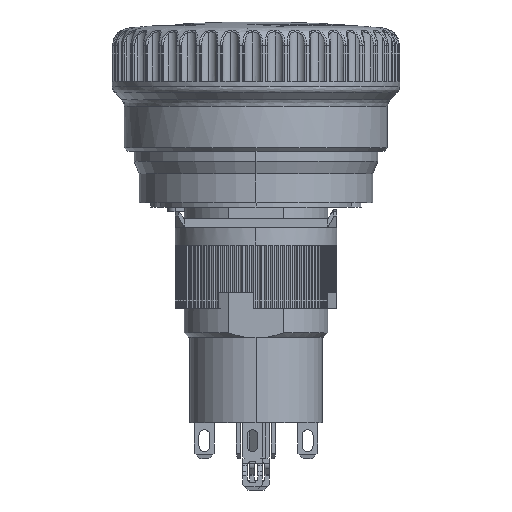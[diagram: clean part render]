
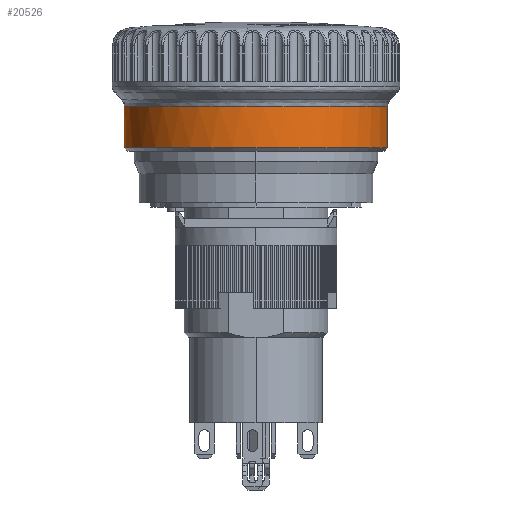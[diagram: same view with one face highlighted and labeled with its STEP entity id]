
A CAD part, left-side view. The second image highlights one B-rep face of the part: STEP entity #20526.
In plain terms, the highlighted cylindrical face has radius 14.65 mm (diameter 29.3 mm), a partial arc.
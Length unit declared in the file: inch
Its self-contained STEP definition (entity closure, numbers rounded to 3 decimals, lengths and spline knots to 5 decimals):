
#1065 = CYLINDRICAL_SURFACE ( 'NONE', #36901, 0.57677 ) ;
#1467 = EDGE_CURVE ( 'NONE', #3773, #22732, #7071, .T. ) ;
#1749 = CARTESIAN_POINT ( 'NONE',  ( -0.06225, 0.5734, 0.44235 ) ) ;
#3625 = CARTESIAN_POINT ( 'NONE',  ( 0., -0.57677, 0.25984 ) ) ;
#3773 = VERTEX_POINT ( 'NONE', #35196 ) ;
#3975 = CIRCLE ( 'NONE', #34366, 0.57677 ) ;
#4696 = DIRECTION ( 'NONE',  ( 0., -1., 0. ) ) ;
#5594 = AXIS2_PLACEMENT_3D ( 'NONE', #28702, #7024, #25652 ) ;
#6794 = ORIENTED_EDGE ( 'NONE', *, *, #10658, .T. ) ;
#7024 = DIRECTION ( 'NONE',  ( 0., 0., -1. ) ) ;
#7071 = LINE ( 'NONE', #18817, #33152 ) ;
#7459 = DIRECTION ( 'NONE',  ( 0., 0., 1. ) ) ;
#9302 = VERTEX_POINT ( 'NONE', #3625 ) ;
#10658 = EDGE_CURVE ( 'NONE', #9302, #21725, #26491, .T. ) ;
#11254 = DIRECTION ( 'NONE',  ( 0., -1., 0. ) ) ;
#12873 = ORIENTED_EDGE ( 'NONE', *, *, #1467, .F. ) ;
#14013 = DIRECTION ( 'NONE',  ( 0., 0., 1. ) ) ;
#14979 = ORIENTED_EDGE ( 'NONE', *, *, #34999, .T. ) ;
#15661 = CARTESIAN_POINT ( 'NONE',  ( 0., -0.57677, 0.44235 ) ) ;
#16337 = DIRECTION ( 'NONE',  ( 0.108, -0.994, 0. ) ) ;
#18144 = EDGE_CURVE ( 'NONE', #19115, #22732, #35360, .T. ) ;
#18817 = CARTESIAN_POINT ( 'NONE',  ( 0., 0.57677, 1.43701 ) ) ;
#19115 = VERTEX_POINT ( 'NONE', #1749 ) ;
#19413 = EDGE_LOOP ( 'NONE', ( #12873, #20318, #6794, #14979, #39307 ) ) ;
#20318 = ORIENTED_EDGE ( 'NONE', *, *, #27486, .F. ) ;
#20526 = ADVANCED_FACE ( 'NONE', ( #25965 ), #1065, .T. ) ;
#21725 = VERTEX_POINT ( 'NONE', #15661 ) ;
#22732 = VERTEX_POINT ( 'NONE', #23193 ) ;
#23193 = CARTESIAN_POINT ( 'NONE',  ( 0., 0.57677, 0.44235 ) ) ;
#23527 = CARTESIAN_POINT ( 'NONE',  ( 0., 0., 1.43701 ) ) ;
#24205 = CARTESIAN_POINT ( 'NONE',  ( 0., 0., 0.44235 ) ) ;
#25261 = DIRECTION ( 'NONE',  ( 0., 0., -1. ) ) ;
#25304 = DIRECTION ( 'NONE',  ( 0., 0., 1. ) ) ;
#25652 = DIRECTION ( 'NONE',  ( 0., -1., 0. ) ) ;
#25965 = FACE_OUTER_BOUND ( 'NONE', #19413, .T. ) ;
#26491 = LINE ( 'NONE', #38662, #26559 ) ;
#26559 = VECTOR ( 'NONE', #7459, 39.37008 ) ;
#27486 = EDGE_CURVE ( 'NONE', #9302, #3773, #3975, .T. ) ;
#27616 = AXIS2_PLACEMENT_3D ( 'NONE', #24205, #39011, #11254 ) ;
#28702 = CARTESIAN_POINT ( 'NONE',  ( 0., 0., 0.44235 ) ) ;
#30192 = CIRCLE ( 'NONE', #27616, 0.57677 ) ;
#33152 = VECTOR ( 'NONE', #25304, 39.37008 ) ;
#34366 = AXIS2_PLACEMENT_3D ( 'NONE', #37833, #25261, #16337 ) ;
#34999 = EDGE_CURVE ( 'NONE', #21725, #19115, #30192, .T. ) ;
#35196 = CARTESIAN_POINT ( 'NONE',  ( 0., 0.57677, 0.25984 ) ) ;
#35360 = CIRCLE ( 'NONE', #5594, 0.57677 ) ;
#36901 = AXIS2_PLACEMENT_3D ( 'NONE', #23527, #14013, #4696 ) ;
#37833 = CARTESIAN_POINT ( 'NONE',  ( 0., 0., 0.25984 ) ) ;
#38662 = CARTESIAN_POINT ( 'NONE',  ( 0., -0.57677, 1.43701 ) ) ;
#39011 = DIRECTION ( 'NONE',  ( 0., 0., -1. ) ) ;
#39307 = ORIENTED_EDGE ( 'NONE', *, *, #18144, .T. ) ;
